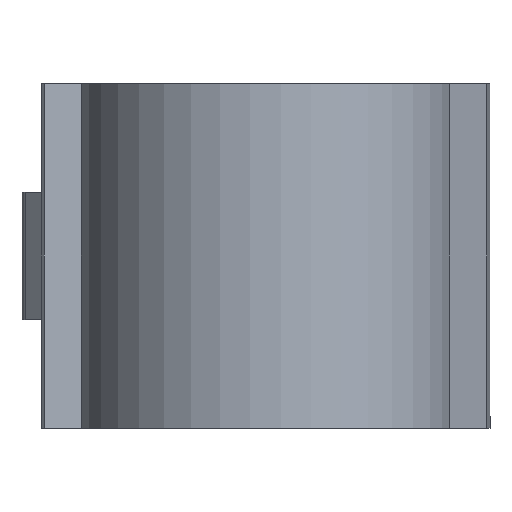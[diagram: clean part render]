
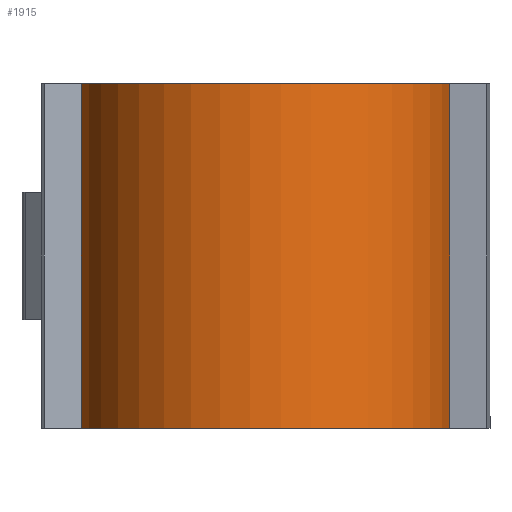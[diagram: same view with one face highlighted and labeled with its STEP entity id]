
A CAD part, front view. The second image highlights one B-rep face of the part: STEP entity #1915.
In plain terms, the highlighted cylindrical face has radius 25 mm (diameter 50 mm), a partial arc.
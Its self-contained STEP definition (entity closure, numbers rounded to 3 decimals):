
#570=CYLINDRICAL_SURFACE('',#1859,25.);
#580=CIRCLE('',#1860,25.);
#581=CIRCLE('',#1861,25.);
#642=ORIENTED_EDGE('',*,*,#843,.T.);
#643=ORIENTED_EDGE('',*,*,#844,.T.);
#644=ORIENTED_EDGE('',*,*,#840,.F.);
#645=ORIENTED_EDGE('',*,*,#845,.T.);
#719=VECTOR('',#989,1.);
#722=VECTOR('',#994,1.);
#757=LINE('',#1787,#719);
#760=LINE('',#1793,#722);
#796=VERTEX_POINT('',#1785);
#797=VERTEX_POINT('',#1786);
#798=VERTEX_POINT('',#1791);
#799=VERTEX_POINT('',#1792);
#840=EDGE_CURVE('',#796,#797,#757,.T.);
#843=EDGE_CURVE('',#798,#799,#760,.T.);
#844=EDGE_CURVE('',#799,#797,#580,.T.);
#845=EDGE_CURVE('',#796,#798,#581,.T.);
#881=EDGE_LOOP('',(#642,#643,#644,#645));
#915=FACE_BOUND('',#881,.T.);
#989=DIRECTION('',(0.,0.,46.));
#992=DIRECTION('',(0.,0.,1.));
#993=DIRECTION('',(0.,1.,0.));
#994=DIRECTION('',(0.,0.,46.));
#995=DIRECTION('',(0.,0.,-1.));
#996=DIRECTION('',(24.65,-4.167,0.));
#997=DIRECTION('',(0.,0.,1.));
#998=DIRECTION('',(-24.65,-4.167,0.));
#1785=CARTESIAN_POINT('',(-24.65,20.833,0.));
#1786=CARTESIAN_POINT('',(-24.65,20.833,46.));
#1787=CARTESIAN_POINT('',(-24.65,20.833,0.));
#1790=CARTESIAN_POINT('',(0.,25.,0.));
#1791=CARTESIAN_POINT('',(24.65,20.833,0.));
#1792=CARTESIAN_POINT('',(24.65,20.833,46.));
#1793=CARTESIAN_POINT('',(24.65,20.833,0.));
#1794=CARTESIAN_POINT('',(0.,25.,46.));
#1795=CARTESIAN_POINT('',(0.,25.,0.));
#1859=AXIS2_PLACEMENT_3D('',#1790,#992,#993);
#1860=AXIS2_PLACEMENT_3D('',#1794,#995,#996);
#1861=AXIS2_PLACEMENT_3D('',#1795,#997,#998);
#1915=ADVANCED_FACE('',(#915),#570,.T.);
